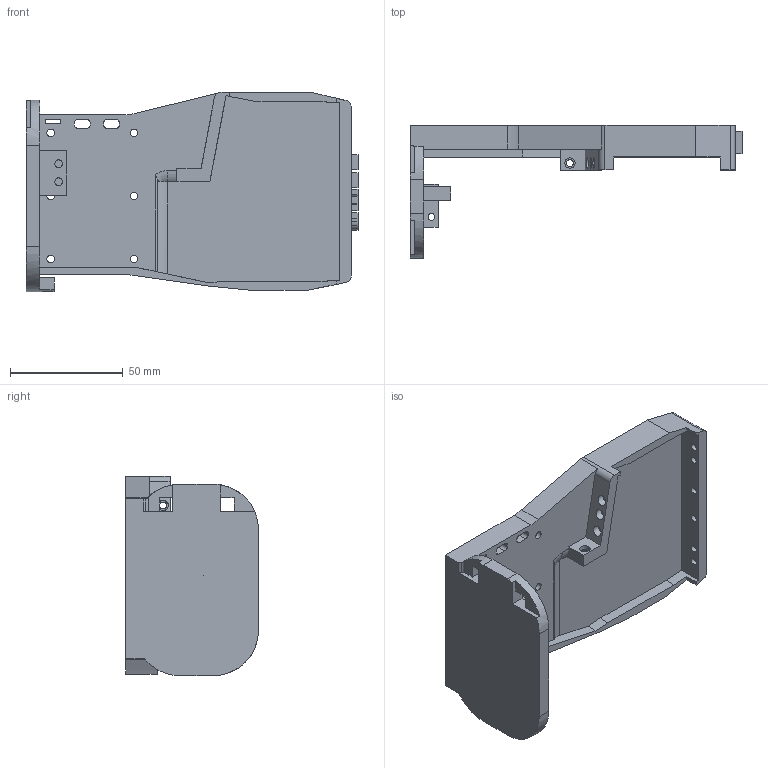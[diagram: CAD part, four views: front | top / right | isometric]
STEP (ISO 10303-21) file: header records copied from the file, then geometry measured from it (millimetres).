
FILE_DESCRIPTION(/* description */ ('','CAx-IF Rec.Pracs.---Representation and Presentation of Product Manufacturing Information (PMI)---4.0---2014-10-13'),/* implementation_level */ '2;1');
FILE_NAME(/* name */ 'wrist_mount_left_blank.stp',/* time_stamp */ '2025-08-23T20:05:48-04:00',/* author */ ('Kenny'),/* organization */ (''),/* preprocessor_version */ 'ST-DEVELOPER v20',/* originating_system */ 'Autodesk Inventor 2025',/* authorisation */ '');
FILE_SCHEMA (('AP242_MANAGED_MODEL_BASED_3D_ENGINEERING_MIM_LF { 1 0 10303 442 1 1 4 }'));
Length unit declared in the file: millimetre
Products named in the file (1): wrist_xarm_left
Bounding box: 147.5 x 59 x 88.5 mm (x, y, z)
Volume: 143772.6 mm3; surface area: 43579.6 mm2
Topology: 1 solids, 1 shells, 192 faces, 519 edges, 346 vertices
Faces by surface type: plane 124, cylinder 57, bspline 11
Full cylindrical faces by diameter (mm): 0.01 x1, 2.9 x1, 3 x11, 3.4 x8, 4.6 x12
Entity records: 6616 total; most frequent: CARTESIAN_POINT 1292, ORIENTED_EDGE 1038, DIRECTION 1000, EDGE_CURVE 519, LINE 374, VECTOR 374, VERTEX_POINT 346, AXIS2_PLACEMENT_3D 313
